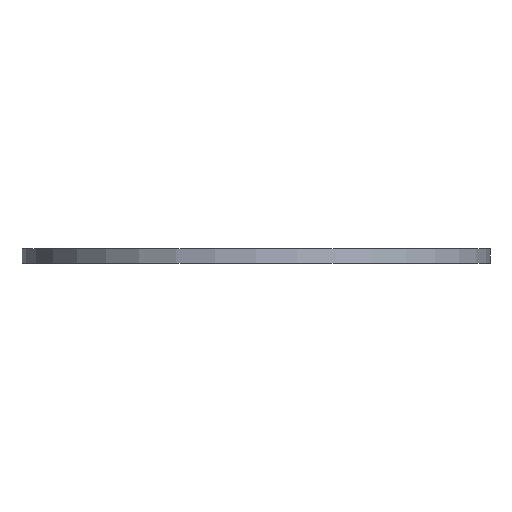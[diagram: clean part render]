
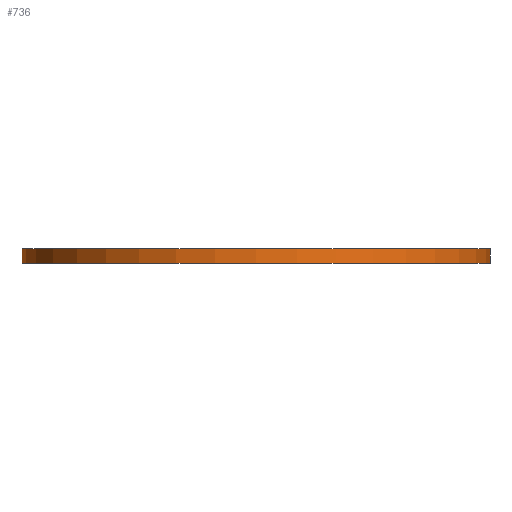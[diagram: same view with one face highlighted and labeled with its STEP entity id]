
A CAD part, left-side view. The second image highlights one B-rep face of the part: STEP entity #736.
In plain terms, the highlighted cylindrical face has radius 50 mm (diameter 100 mm), a partial arc.
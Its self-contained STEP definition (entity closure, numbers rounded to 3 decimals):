
#102=FACE_OUTER_BOUND('',#136,.T.);
#136=EDGE_LOOP('',(#609,#610,#611,#612));
#222=LINE('',#1239,#262);
#228=LINE('',#1254,#268);
#262=VECTOR('',#1040,10.);
#268=VECTOR('',#1054,10.);
#323=CIRCLE('',#839,50.);
#324=CIRCLE('',#840,50.);
#381=VERTEX_POINT('',#1235);
#383=VERTEX_POINT('',#1238);
#387=VERTEX_POINT('',#1250);
#388=VERTEX_POINT('',#1252);
#474=EDGE_CURVE('',#381,#383,#222,.T.);
#482=EDGE_CURVE('',#387,#388,#228,.T.);
#483=EDGE_CURVE('',#381,#387,#323,.T.);
#484=EDGE_CURVE('',#383,#388,#324,.T.);
#609=ORIENTED_EDGE('',*,*,#483,.T.);
#610=ORIENTED_EDGE('',*,*,#482,.T.);
#611=ORIENTED_EDGE('',*,*,#484,.F.);
#612=ORIENTED_EDGE('',*,*,#474,.F.);
#704=CYLINDRICAL_SURFACE('',#838,50.);
#736=ADVANCED_FACE('',(#102),#704,.T.);
#838=AXIS2_PLACEMENT_3D('',#1255,#1055,#1056);
#839=AXIS2_PLACEMENT_3D('',#1256,#1057,#1058);
#840=AXIS2_PLACEMENT_3D('',#1257,#1059,#1060);
#1040=DIRECTION('',(0.,0.,1.));
#1054=DIRECTION('',(0.,0.,1.));
#1055=DIRECTION('center_axis',(0.,0.,1.));
#1056=DIRECTION('ref_axis',(0.,1.,0.));
#1057=DIRECTION('center_axis',(0.,0.,1.));
#1058=DIRECTION('ref_axis',(0.,1.,0.));
#1059=DIRECTION('center_axis',(0.,0.,1.));
#1060=DIRECTION('ref_axis',(0.,1.,0.));
#1235=CARTESIAN_POINT('',(-100.,50.,0.));
#1238=CARTESIAN_POINT('',(-100.,50.,3.));
#1239=CARTESIAN_POINT('',(-100.,50.,0.));
#1250=CARTESIAN_POINT('',(-100.,-50.,0.));
#1252=CARTESIAN_POINT('',(-100.,-50.,3.));
#1254=CARTESIAN_POINT('',(-100.,-50.,0.));
#1255=CARTESIAN_POINT('Origin',(-100.,0.,0.));
#1256=CARTESIAN_POINT('Origin',(-100.,0.,0.));
#1257=CARTESIAN_POINT('Origin',(-100.,0.,3.));
